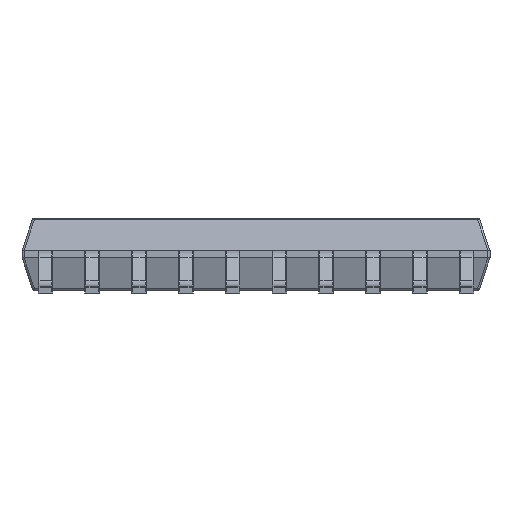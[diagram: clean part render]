
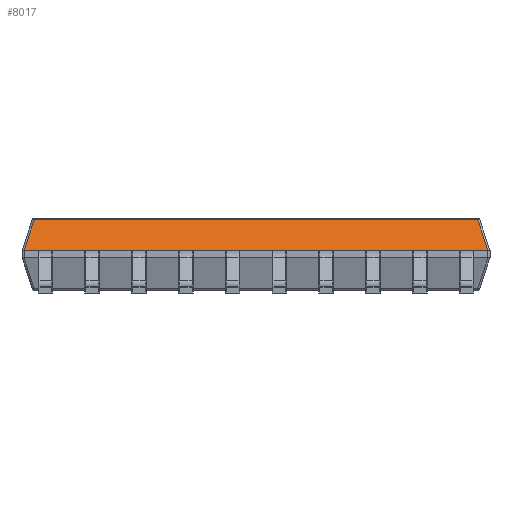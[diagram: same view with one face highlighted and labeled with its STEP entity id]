
A CAD part, front view. The second image highlights one B-rep face of the part: STEP entity #8017.
In plain terms, the highlighted planar face has unit normal (0, -0.949, 0.316).
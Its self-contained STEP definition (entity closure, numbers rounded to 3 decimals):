
#1565 = VERTEX_POINT ( 'NONE', #30198 ) ;
#2133 = AXIS2_PLACEMENT_3D ( 'NONE', #2902, #17729, #26708 ) ;
#2480 = CARTESIAN_POINT ( 'NONE',  ( -3.218, -2.198, 0.599 ) ) ;
#2814 = CARTESIAN_POINT ( 'NONE',  ( -3.217, -2.198, 0.599 ) ) ;
#2902 = CARTESIAN_POINT ( 'NONE',  ( 0., -2.048, 1.048 ) ) ;
#2939 = CARTESIAN_POINT ( 'NONE',  ( -2.79, -1.769, 1.885 ) ) ;
#2989 = CARTESIAN_POINT ( 'NONE',  ( 2.79, -1.769, 1.885 ) ) ;
#3192 =( BOUNDED_CURVE ( )  B_SPLINE_CURVE ( 3, ( #28831, #35279, #5603, #29413 ),
 .UNSPECIFIED., .F., .F. ) 
 B_SPLINE_CURVE_WITH_KNOTS ( ( 4, 4 ),
 ( 0., 0.05 ),
 .UNSPECIFIED. ) 
 CURVE ( )  GEOMETRIC_REPRESENTATION_ITEM ( )  RATIONAL_B_SPLINE_CURVE ( ( 1., 1., 1., 1. ) ) 
 REPRESENTATION_ITEM ( '' )  );
#5603 = CARTESIAN_POINT ( 'NONE',  ( 3.218, -2.198, 0.599 ) ) ;
#5678 = LINE ( 'NONE', #2939, #15360 ) ;
#6418 = ORIENTED_EDGE ( 'NONE', *, *, #18910, .T. ) ;
#8017 = ADVANCED_FACE ( 'NONE', ( #14224 ), #26128, .T. ) ;
#9423 = EDGE_CURVE ( 'NONE', #21199, #18444, #32087, .T. ) ;
#10163 = CARTESIAN_POINT ( 'NONE',  ( -3.219, -2.198, 0.599 ) ) ;
#11259 = ORIENTED_EDGE ( 'NONE', *, *, #18903, .T. ) ;
#13435 = VERTEX_POINT ( 'NONE', #22867 ) ;
#13752 = CARTESIAN_POINT ( 'NONE',  ( -3.247, -2.198, 0.599 ) ) ;
#13977 = ORIENTED_EDGE ( 'NONE', *, *, #37549, .T. ) ;
#14224 = FACE_OUTER_BOUND ( 'NONE', #33666, .T. ) ;
#14379 = CARTESIAN_POINT ( 'NONE',  ( -3.218, -2.198, 0.599 ) ) ;
#15360 = VECTOR ( 'NONE', #17575, 1000. ) ;
#16922 = CARTESIAN_POINT ( 'NONE',  ( -3.217, -2.198, 0.599 ) ) ;
#17030 = LINE ( 'NONE', #2989, #19412 ) ;
#17101 = CARTESIAN_POINT ( 'NONE',  ( -3.219, -2.198, 0.599 ) ) ;
#17423 = DIRECTION ( 'NONE',  ( -0.302, 0.302, 0.905 ) ) ;
#17575 = DIRECTION ( 'NONE',  ( -0.302, -0.302, -0.905 ) ) ;
#17729 = DIRECTION ( 'NONE',  ( 0., -0.949, 0.316 ) ) ;
#18444 = VERTEX_POINT ( 'NONE', #2814 ) ;
#18903 = EDGE_CURVE ( 'NONE', #22638, #18444, #28372, .T. ) ;
#18910 = EDGE_CURVE ( 'NONE', #21199, #13435, #3192, .T. ) ;
#19412 = VECTOR ( 'NONE', #17423, 1000. ) ;
#20352 = DIRECTION ( 'NONE',  ( -1., 0., 0. ) ) ;
#21199 = VERTEX_POINT ( 'NONE', #24572 ) ;
#22638 = VERTEX_POINT ( 'NONE', #10163 ) ;
#22867 = CARTESIAN_POINT ( 'NONE',  ( 3.219, -2.198, 0.599 ) ) ;
#23348 = CARTESIAN_POINT ( 'NONE',  ( 3.076, -2.055, 1.028 ) ) ;
#24146 = VERTEX_POINT ( 'NONE', #23348 ) ;
#24210 = ORIENTED_EDGE ( 'NONE', *, *, #37032, .T. ) ;
#24572 = CARTESIAN_POINT ( 'NONE',  ( 3.217, -2.198, 0.599 ) ) ;
#24883 = LINE ( 'NONE', #31903, #36526 ) ;
#26128 = PLANE ( 'NONE',  #2133 ) ;
#26708 = DIRECTION ( 'NONE',  ( -1., 0., 0. ) ) ;
#28372 =( BOUNDED_CURVE ( )  B_SPLINE_CURVE ( 3, ( #17101, #2480, #14379, #16922 ),
 .UNSPECIFIED., .F., .F. ) 
 B_SPLINE_CURVE_WITH_KNOTS ( ( 4, 4 ),
 ( 6.233, 6.283 ),
 .UNSPECIFIED. ) 
 CURVE ( )  GEOMETRIC_REPRESENTATION_ITEM ( )  RATIONAL_B_SPLINE_CURVE ( ( 1., 1., 1., 1. ) ) 
 REPRESENTATION_ITEM ( '' )  );
#28570 = EDGE_CURVE ( 'NONE', #13435, #24146, #17030, .T. ) ;
#28831 = CARTESIAN_POINT ( 'NONE',  ( 3.217, -2.198, 0.599 ) ) ;
#29305 = ORIENTED_EDGE ( 'NONE', *, *, #28570, .T. ) ;
#29413 = CARTESIAN_POINT ( 'NONE',  ( 3.219, -2.198, 0.599 ) ) ;
#30198 = CARTESIAN_POINT ( 'NONE',  ( -3.076, -2.055, 1.028 ) ) ;
#31903 = CARTESIAN_POINT ( 'NONE',  ( 0., -2.055, 1.028 ) ) ;
#32087 = LINE ( 'NONE', #13752, #37140 ) ;
#33666 = EDGE_LOOP ( 'NONE', ( #37147, #6418, #29305, #24210, #13977, #11259 ) ) ;
#34826 = DIRECTION ( 'NONE',  ( -1., 0., 0. ) ) ;
#35279 = CARTESIAN_POINT ( 'NONE',  ( 3.218, -2.198, 0.599 ) ) ;
#36526 = VECTOR ( 'NONE', #20352, 1000. ) ;
#37032 = EDGE_CURVE ( 'NONE', #24146, #1565, #24883, .T. ) ;
#37140 = VECTOR ( 'NONE', #34826, 1000. ) ;
#37147 = ORIENTED_EDGE ( 'NONE', *, *, #9423, .F. ) ;
#37549 = EDGE_CURVE ( 'NONE', #1565, #22638, #5678, .T. ) ;
